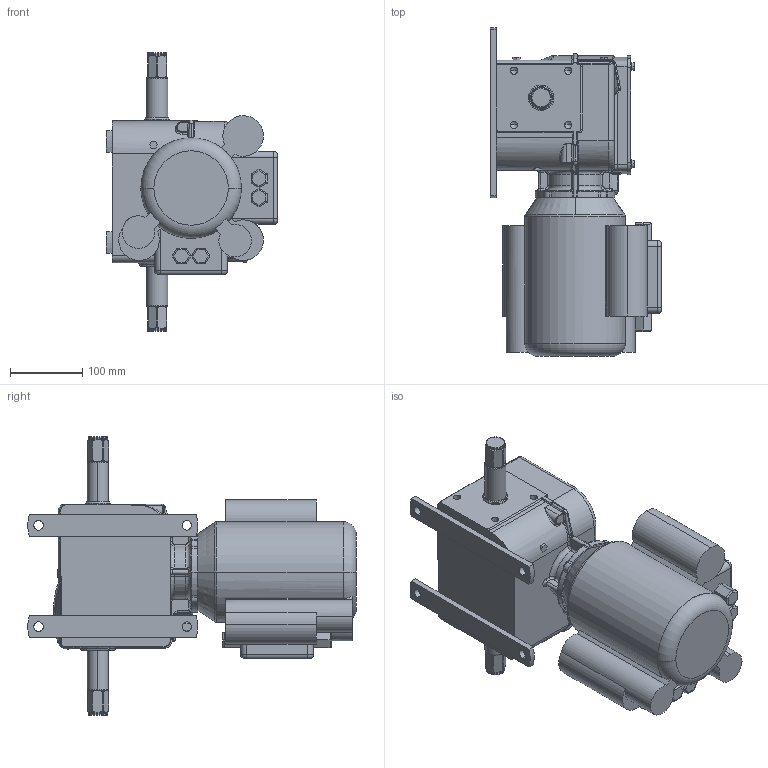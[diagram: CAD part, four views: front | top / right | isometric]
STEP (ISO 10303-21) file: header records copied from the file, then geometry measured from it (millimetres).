
FILE_DESCRIPTION (( 'STEP AP214' ), '1' );
FILE_NAME ('010219935_EWA_52_3D__DE.STEP', '2022-12-20T10:33:06', ( '' ), ( '' ), 'SwSTEP 2.0', 'SolidWorks 2022', '' );
FILE_SCHEMA (( 'AUTOMOTIVE_DESIGN' ));
Length unit declared in the file: millimetre
Products named in the file (3): 010219346_EWA_52_3D__DE; 010219935_EWA_52_3D__DE; 010219121_EWA_52_3D__DE
Assembly tree (2 placements, depth 2):
  010219935_EWA_52_3D__DE
    010219121_EWA_52_3D__DE
    010219346_EWA_52_3D__DE
Bounding box: 236.5 x 454.3 x 385 mm (x, y, z)
Volume: 14733634.4 mm3; surface area: 617644.2 mm2
Topology: 3 solids, 3 shells, 922 faces, 2281 edges, 1366 vertices
Faces by surface type: cylinder 326, plane 237, bspline 170, torus 131, cone 47, sphere 11
Entity records: 37289 total; most frequent: CARTESIAN_POINT 16759, ORIENTED_EDGE 4492, DIRECTION 4027, EDGE_CURVE 2246, AXIS2_PLACEMENT_3D 1609, VERTEX_POINT 1365, EDGE_LOOP 965, FACE_OUTER_BOUND 922
